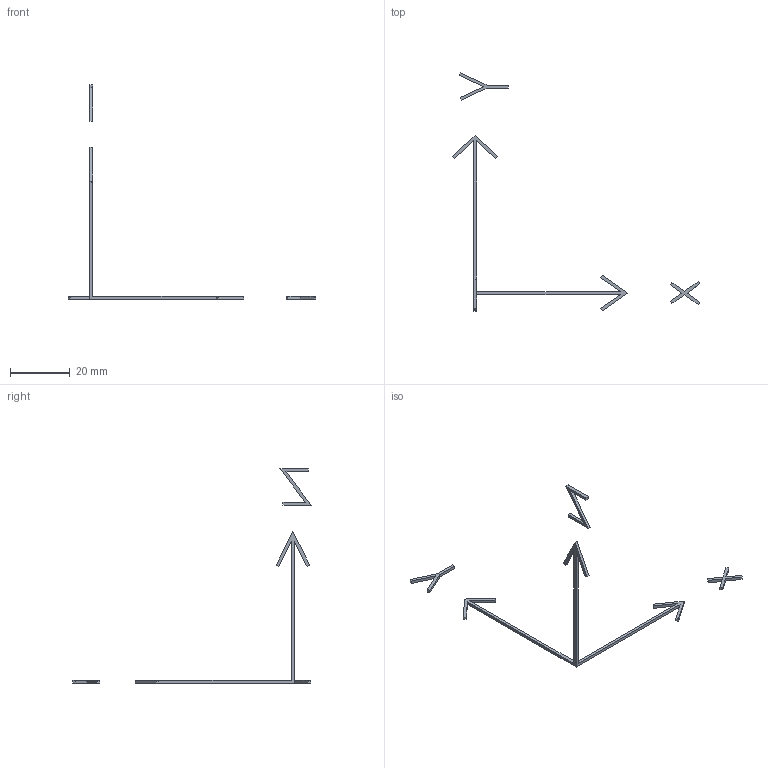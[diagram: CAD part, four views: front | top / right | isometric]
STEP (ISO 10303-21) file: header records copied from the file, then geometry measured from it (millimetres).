
FILE_DESCRIPTION(('CATIA V5 STEP Exchange'),'2;1');
FILE_NAME('Test_AXS-System.stp','2021-02-20T16:52:37+00:00',('none'),('none'),'CATIA Version 5 Release 19 SP 9 (IN-10)','CATIA V5 STEP AP203','none');
FILE_SCHEMA(('CONFIG_CONTROL_DESIGN'));
Length unit declared in the file: millimetre
Products named in the file (1): Part1
Bounding box: 83.18 x 80.13 x 71.94 mm (x, y, z)
Volume: 289.8 mm3; surface area: 1162.2 mm2
Topology: 4 solids, 4 shells, 62 faces, 159 edges, 105 vertices
Faces by surface type: plane 62
Entity records: 1810 total; most frequent: ORIENTED_EDGE 318, CARTESIAN_POINT 314, DIRECTION 257, VECTOR 159, EDGE_CURVE 159, LINE 159, VERTEX_POINT 105, ADVANCED_FACE 62
